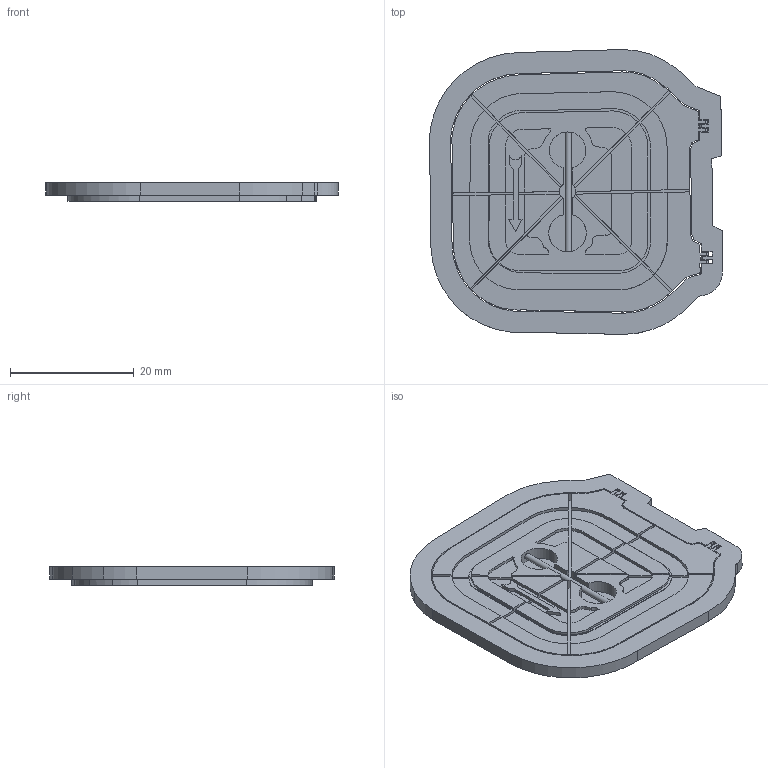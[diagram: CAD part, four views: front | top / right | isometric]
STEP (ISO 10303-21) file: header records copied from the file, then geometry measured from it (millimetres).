
FILE_DESCRIPTION(/* description */ (''),/* implementation_level */ '2;1');
FILE_NAME(/* name */ 'Vallauri Trappe Complète de Pont .step',/* time_stamp */ '2021-12-23T10:50:03+01:00',/* author */ (''),/* organization */ (''),/* preprocessor_version */ 'ST-DEVELOPER v18.1',/* originating_system */ 'Autodesk Translation Framework v10.10.0.1391',/* authorisation */ '');
FILE_SCHEMA (('AUTOMOTIVE_DESIGN { 1 0 10303 214 3 1 1 }'));
Length unit declared in the file: millimetre
Products named in the file (1): Vallauri Trappe de Pont
Bounding box: 47.3 x 45.98 x 3 mm (x, y, z)
Volume: 4786.6 mm3; surface area: 5578.9 mm2
Topology: 2 solids, 2 shells, 323 faces, 954 edges, 632 vertices
Faces by surface type: plane 217, cylinder 106
Full cylindrical faces by diameter (mm): 0.8 x6, 1 x1
Entity records: 10912 total; most frequent: CARTESIAN_POINT 1985, ORIENTED_EDGE 1912, DIRECTION 1832, EDGE_CURVE 956, LINE 718, VECTOR 718, VERTEX_POINT 632, AXIS2_PLACEMENT_3D 557
